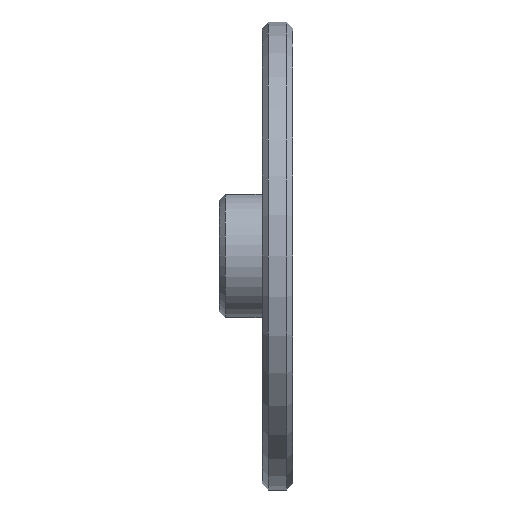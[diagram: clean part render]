
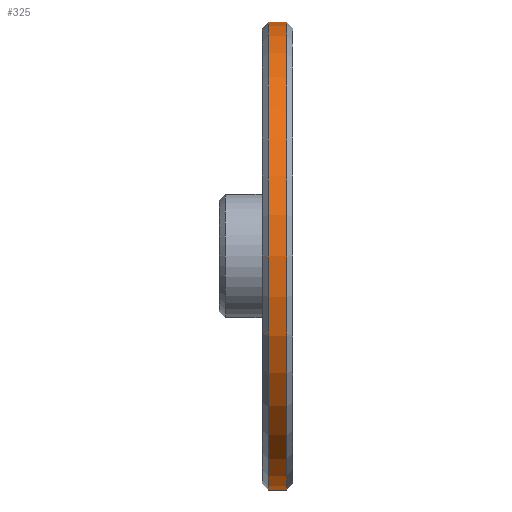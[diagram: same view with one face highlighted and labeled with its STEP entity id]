
A CAD part, left-side view. The second image highlights one B-rep face of the part: STEP entity #325.
In plain terms, the highlighted cylindrical face has radius 19 mm (diameter 38 mm), a partial arc.
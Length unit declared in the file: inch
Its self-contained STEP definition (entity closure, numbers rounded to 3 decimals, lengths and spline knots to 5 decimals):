
#12 = CARTESIAN_POINT ( 'NONE',  ( 0., 0.07874, 0. ) ) ;
#31 = VERTEX_POINT ( 'NONE', #803 ) ;
#39 = CIRCLE ( 'NONE', #126, 0.74803 ) ;
#100 = DIRECTION ( 'NONE',  ( 0., -1., 0. ) ) ;
#125 = CARTESIAN_POINT ( 'NONE',  ( 0., 0.01969, 0. ) ) ;
#126 = AXIS2_PLACEMENT_3D ( 'NONE', #12, #1089, #213 ) ;
#131 = CARTESIAN_POINT ( 'NONE',  ( 0., 0.01969, 0.74803 ) ) ;
#167 = CARTESIAN_POINT ( 'NONE',  ( 0., 0.09843, 0.74803 ) ) ;
#181 = CARTESIAN_POINT ( 'NONE',  ( 0., 0.09843, 0. ) ) ;
#213 = DIRECTION ( 'NONE',  ( 0., 0., -1. ) ) ;
#246 = EDGE_CURVE ( 'NONE', #826, #1154, #1072, .T. ) ;
#261 = VECTOR ( 'NONE', #546, 39.37008 ) ;
#273 = FACE_OUTER_BOUND ( 'NONE', #1147, .T. ) ;
#287 = CYLINDRICAL_SURFACE ( 'NONE', #832, 0.74803 ) ;
#325 = ADVANCED_FACE ( 'NONE', ( #273 ), #287, .T. ) ;
#345 = CIRCLE ( 'NONE', #1168, 0.74803 ) ;
#367 = ORIENTED_EDGE ( 'NONE', *, *, #246, .T. ) ;
#371 = LINE ( 'NONE', #167, #261 ) ;
#378 = DIRECTION ( 'NONE',  ( 0., -1., 0. ) ) ;
#476 = ORIENTED_EDGE ( 'NONE', *, *, #1176, .F. ) ;
#513 = CARTESIAN_POINT ( 'NONE',  ( 0., 0.01969, -0.74803 ) ) ;
#520 = VECTOR ( 'NONE', #378, 39.37008 ) ;
#546 = DIRECTION ( 'NONE',  ( 0., -1., 0. ) ) ;
#577 = DIRECTION ( 'NONE',  ( 0., 0., -1. ) ) ;
#637 = ORIENTED_EDGE ( 'NONE', *, *, #655, .F. ) ;
#655 = EDGE_CURVE ( 'NONE', #758, #1154, #345, .T. ) ;
#758 = VERTEX_POINT ( 'NONE', #131 ) ;
#786 = EDGE_CURVE ( 'NONE', #31, #826, #39, .T. ) ;
#803 = CARTESIAN_POINT ( 'NONE',  ( 0., 0.07874, 0.74803 ) ) ;
#826 = VERTEX_POINT ( 'NONE', #1219 ) ;
#832 = AXIS2_PLACEMENT_3D ( 'NONE', #181, #100, #577 ) ;
#867 = ORIENTED_EDGE ( 'NONE', *, *, #786, .T. ) ;
#1072 = LINE ( 'NONE', #1163, #520 ) ;
#1089 = DIRECTION ( 'NONE',  ( 0., -1., 0. ) ) ;
#1108 = DIRECTION ( 'NONE',  ( 0., -1., 0. ) ) ;
#1147 = EDGE_LOOP ( 'NONE', ( #476, #867, #367, #637 ) ) ;
#1154 = VERTEX_POINT ( 'NONE', #513 ) ;
#1163 = CARTESIAN_POINT ( 'NONE',  ( 0., 0.09843, -0.74803 ) ) ;
#1168 = AXIS2_PLACEMENT_3D ( 'NONE', #125, #1108, #1207 ) ;
#1176 = EDGE_CURVE ( 'NONE', #31, #758, #371, .T. ) ;
#1207 = DIRECTION ( 'NONE',  ( 0., 0., 1. ) ) ;
#1219 = CARTESIAN_POINT ( 'NONE',  ( 0., 0.07874, -0.74803 ) ) ;
